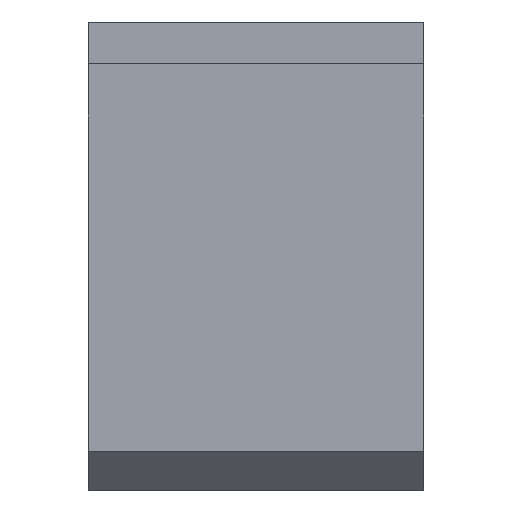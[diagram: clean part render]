
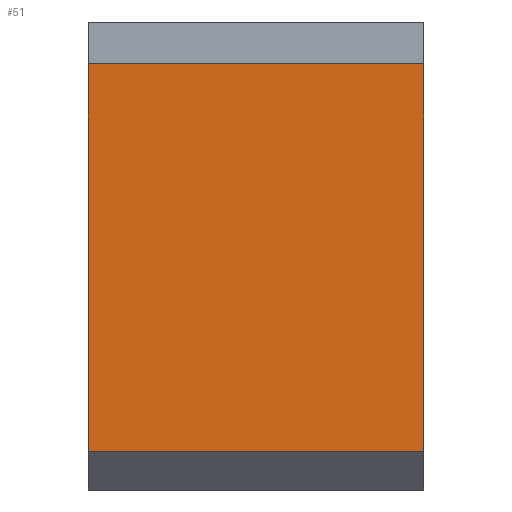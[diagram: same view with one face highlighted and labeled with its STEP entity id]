
A CAD part, front view. The second image highlights one B-rep face of the part: STEP entity #51.
In plain terms, the highlighted planar face has unit normal (0, -1, 0).
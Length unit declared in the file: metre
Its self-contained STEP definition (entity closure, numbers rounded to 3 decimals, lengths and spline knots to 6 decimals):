
#51 = ADVANCED_FACE( '', ( #106 ), #107, .F. );
#106 = FACE_OUTER_BOUND( '', #167, .T. );
#107 = PLANE( '', #168 );
#167 = EDGE_LOOP( '', ( #255, #256, #257, #258 ) );
#168 = AXIS2_PLACEMENT_3D( '', #259, #260, #261 );
#255 = ORIENTED_EDGE( '', *, *, #364, .T. );
#256 = ORIENTED_EDGE( '', *, *, #365, .F. );
#257 = ORIENTED_EDGE( '', *, *, #356, .F. );
#258 = ORIENTED_EDGE( '', *, *, #348, .T. );
#259 = CARTESIAN_POINT( '', ( -0.048, -0.029, -0.0265 ) );
#260 = DIRECTION( '', ( 0., 1., 0. ) );
#261 = DIRECTION( '', ( 0., 0., 1. ) );
#348 = EDGE_CURVE( '', #410, #408, #411, .T. );
#356 = EDGE_CURVE( '', #410, #423, #424, .T. );
#364 = EDGE_CURVE( '', #408, #435, #436, .T. );
#365 = EDGE_CURVE( '', #423, #435, #437, .T. );
#408 = VERTEX_POINT( '', #493 );
#410 = VERTEX_POINT( '', #496 );
#411 = LINE( '', #497, #498 );
#423 = VERTEX_POINT( '', #516 );
#424 = LINE( '', #517, #518 );
#435 = VERTEX_POINT( '', #533 );
#436 = LINE( '', #534, #535 );
#437 = LINE( '', #536, #537 );
#493 = CARTESIAN_POINT( '', ( 0., -0.029, -0.0265 ) );
#496 = CARTESIAN_POINT( '', ( -0.048, -0.029, -0.0265 ) );
#497 = CARTESIAN_POINT( '', ( -0.048, -0.029, -0.0265 ) );
#498 = VECTOR( '', #583, 1. );
#516 = CARTESIAN_POINT( '', ( -0.048, -0.029, 0.029 ) );
#517 = CARTESIAN_POINT( '', ( -0.048, -0.029, -0.0265 ) );
#518 = VECTOR( '', #590, 1. );
#533 = CARTESIAN_POINT( '', ( 0., -0.029, 0.029 ) );
#534 = CARTESIAN_POINT( '', ( 0., -0.029, -0.0265 ) );
#535 = VECTOR( '', #598, 1. );
#536 = CARTESIAN_POINT( '', ( -0.048, -0.029, 0.029 ) );
#537 = VECTOR( '', #599, 1. );
#583 = DIRECTION( '', ( 1., 0., 0. ) );
#590 = DIRECTION( '', ( 0., 0., 1. ) );
#598 = DIRECTION( '', ( 0., 0., 1. ) );
#599 = DIRECTION( '', ( 1., 0., 0. ) );
